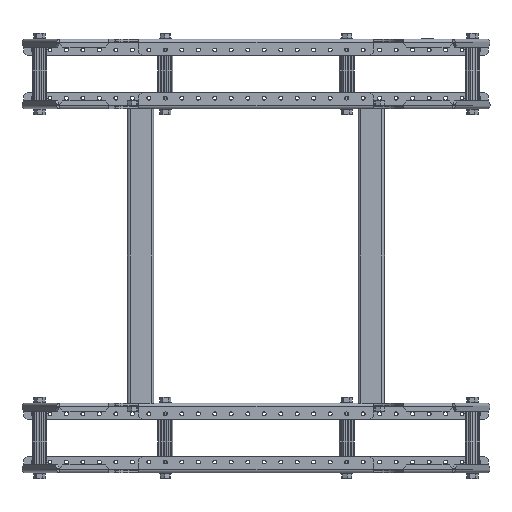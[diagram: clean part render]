
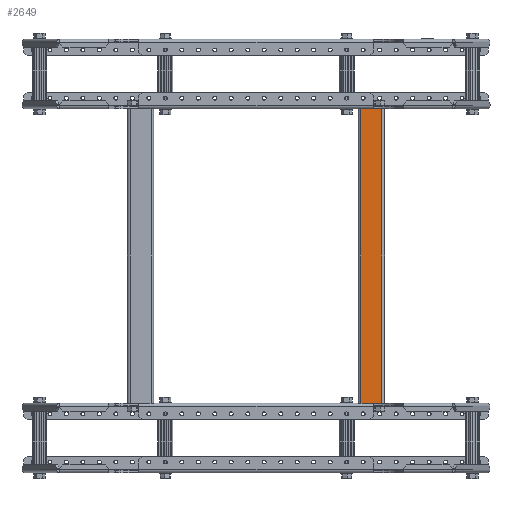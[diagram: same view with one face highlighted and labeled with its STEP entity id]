
A CAD part, front view. The second image highlights one B-rep face of the part: STEP entity #2649.
In plain terms, the highlighted planar face has unit normal (0, -1, 0).
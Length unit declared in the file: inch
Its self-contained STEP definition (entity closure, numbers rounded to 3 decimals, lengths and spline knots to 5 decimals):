
#363 = CARTESIAN_POINT ( 'NONE',  ( 0.4, -0.5, -1. ) ) ;
#1440 = CARTESIAN_POINT ( 'NONE',  ( 0.4, -0.5, -1. ) ) ;
#2472 = EDGE_CURVE ( 'NONE', #7267, #5988, #17939, .T. ) ;
#2649 = ADVANCED_FACE ( 'NONE', ( #12490 ), #13769, .T. ) ;
#2884 = VECTOR ( 'NONE', #15875, 39.37008 ) ;
#2977 = ORIENTED_EDGE ( 'NONE', *, *, #16496, .F. ) ;
#4343 = VECTOR ( 'NONE', #13470, 39.37008 ) ;
#5112 = VECTOR ( 'NONE', #17469, 39.37008 ) ;
#5125 = EDGE_CURVE ( 'NONE', #8939, #10645, #10002, .T. ) ;
#5454 = CARTESIAN_POINT ( 'NONE',  ( -0.4, -0.5, -1. ) ) ;
#5545 = LINE ( 'NONE', #5454, #5112 ) ;
#5988 = VERTEX_POINT ( 'NONE', #19000 ) ;
#6319 = DIRECTION ( 'NONE',  ( 1., 0., 0. ) ) ;
#6791 = CARTESIAN_POINT ( 'NONE',  ( 0.4, -0.5, -11.24858 ) ) ;
#7267 = VERTEX_POINT ( 'NONE', #6791 ) ;
#7314 = DIRECTION ( 'NONE',  ( -1., 0., 0. ) ) ;
#8222 = EDGE_CURVE ( 'NONE', #7267, #10645, #18034, .T. ) ;
#8939 = VERTEX_POINT ( 'NONE', #10163 ) ;
#10002 = LINE ( 'NONE', #15786, #2884 ) ;
#10163 = CARTESIAN_POINT ( 'NONE',  ( -0.4, -0.5, 0. ) ) ;
#10226 = CARTESIAN_POINT ( 'NONE',  ( 0.4, -0.5, -11.24858 ) ) ;
#10437 = AXIS2_PLACEMENT_3D ( 'NONE', #363, #12299, #6319 ) ;
#10645 = VERTEX_POINT ( 'NONE', #18168 ) ;
#11294 = EDGE_LOOP ( 'NONE', ( #17748, #2977, #15112, #11730 ) ) ;
#11730 = ORIENTED_EDGE ( 'NONE', *, *, #8222, .T. ) ;
#12299 = DIRECTION ( 'NONE',  ( 0., -1., 0. ) ) ;
#12490 = FACE_OUTER_BOUND ( 'NONE', #11294, .T. ) ;
#13470 = DIRECTION ( 'NONE',  ( 0., 0., 1. ) ) ;
#13769 = PLANE ( 'NONE',  #10437 ) ;
#14791 = VECTOR ( 'NONE', #7314, 39.37008 ) ;
#15112 = ORIENTED_EDGE ( 'NONE', *, *, #2472, .F. ) ;
#15786 = CARTESIAN_POINT ( 'NONE',  ( 0.4, -0.5, 0. ) ) ;
#15875 = DIRECTION ( 'NONE',  ( 1., 0., 0. ) ) ;
#16496 = EDGE_CURVE ( 'NONE', #5988, #8939, #5545, .T. ) ;
#17469 = DIRECTION ( 'NONE',  ( 0., 0., 1. ) ) ;
#17748 = ORIENTED_EDGE ( 'NONE', *, *, #5125, .F. ) ;
#17939 = LINE ( 'NONE', #10226, #14791 ) ;
#18034 = LINE ( 'NONE', #1440, #4343 ) ;
#18168 = CARTESIAN_POINT ( 'NONE',  ( 0.4, -0.5, 0. ) ) ;
#19000 = CARTESIAN_POINT ( 'NONE',  ( -0.4, -0.5, -11.24858 ) ) ;
